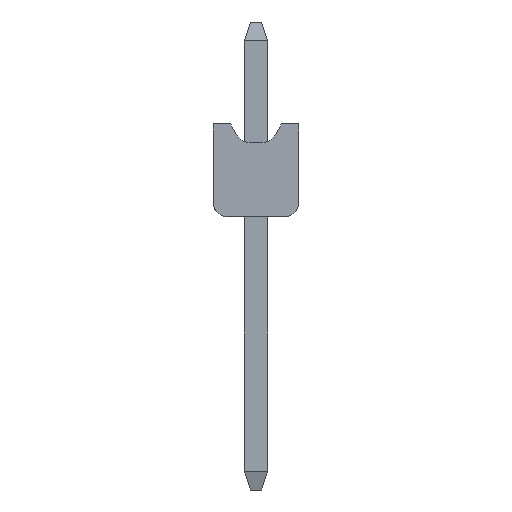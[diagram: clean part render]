
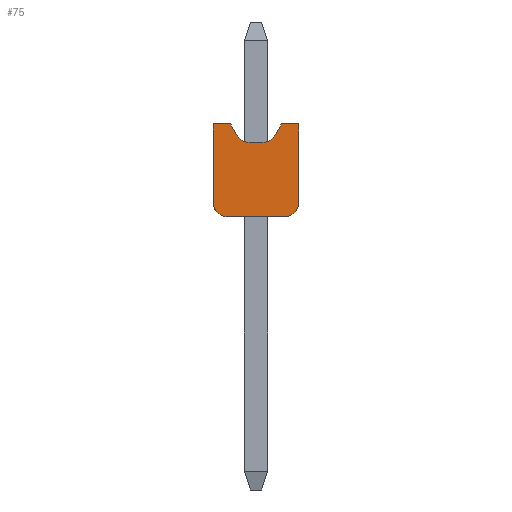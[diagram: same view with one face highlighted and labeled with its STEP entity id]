
A CAD part, left-side view. The second image highlights one B-rep face of the part: STEP entity #75.
In plain terms, the highlighted planar face has unit normal (-1, 0, 0).
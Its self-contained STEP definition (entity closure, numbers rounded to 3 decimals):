
#75=ADVANCED_FACE('',(#309),#310,.F.);
#309=FACE_OUTER_BOUND('',#786,.T.);
#310=PLANE('',#787);
#786=EDGE_LOOP('',(#1263,#1264,#1265,#1266,#1267,#1268,#1269,#1270,#1271,#1272,#1273,#1274));
#787=AXIS2_PLACEMENT_3D('',#1275,#1276,#1277);
#1263=ORIENTED_EDGE('',*,*,#3206,.F.);
#1264=ORIENTED_EDGE('',*,*,#3207,.T.);
#1265=ORIENTED_EDGE('',*,*,#3208,.F.);
#1266=ORIENTED_EDGE('',*,*,#3209,.F.);
#1267=ORIENTED_EDGE('',*,*,#3210,.F.);
#1268=ORIENTED_EDGE('',*,*,#3211,.T.);
#1269=ORIENTED_EDGE('',*,*,#3212,.F.);
#1270=ORIENTED_EDGE('',*,*,#3213,.T.);
#1271=ORIENTED_EDGE('',*,*,#3214,.F.);
#1272=ORIENTED_EDGE('',*,*,#3215,.F.);
#1273=ORIENTED_EDGE('',*,*,#3216,.F.);
#1274=ORIENTED_EDGE('',*,*,#3217,.T.);
#1275=CARTESIAN_POINT('',(-7.47,0.0,0.0));
#1276=DIRECTION('',(1.0,0.0,0.0));
#1277=DIRECTION('',(0.0,1.0,0.0));
#3206=EDGE_CURVE('',#3828,#3829,#3830,.T.);
#3207=EDGE_CURVE('',#3828,#3831,#3832,.T.);
#3208=EDGE_CURVE('',#3833,#3831,#3834,.T.);
#3209=EDGE_CURVE('',#3835,#3833,#3836,.T.);
#3210=EDGE_CURVE('',#3837,#3835,#3838,.T.);
#3211=EDGE_CURVE('',#3837,#3839,#3840,.T.);
#3212=EDGE_CURVE('',#3841,#3839,#3842,.T.);
#3213=EDGE_CURVE('',#3841,#3843,#3844,.T.);
#3214=EDGE_CURVE('',#3845,#3843,#3846,.T.);
#3215=EDGE_CURVE('',#3847,#3845,#3848,.T.);
#3216=EDGE_CURVE('',#3849,#3847,#3850,.T.);
#3217=EDGE_CURVE('',#3849,#3829,#3851,.T.);
#3828=VERTEX_POINT('',#4842);
#3829=VERTEX_POINT('',#4843);
#3830=LINE('',#4844,#4845);
#3831=VERTEX_POINT('',#4846);
#3832=CIRCLE('',#4847,0.381);
#3833=VERTEX_POINT('',#4848);
#3834=LINE('',#4849,#4850);
#3835=VERTEX_POINT('',#4851);
#3836=LINE('',#4852,#4853);
#3837=VERTEX_POINT('',#4854);
#3838=LINE('',#4855,#4856);
#3839=VERTEX_POINT('',#4857);
#3840=CIRCLE('',#4858,0.381);
#3841=VERTEX_POINT('',#4859);
#3842=LINE('',#4860,#4861);
#3843=VERTEX_POINT('',#4862);
#3844=CIRCLE('',#4863,0.381);
#3845=VERTEX_POINT('',#4864);
#3846=LINE('',#4865,#4866);
#3847=VERTEX_POINT('',#4867);
#3848=LINE('',#4868,#4869);
#3849=VERTEX_POINT('',#4870);
#3850=LINE('',#4871,#4872);
#3851=CIRCLE('',#4873,0.381);
#4842=CARTESIAN_POINT('',(-7.47,-0.787,-2.54));
#4843=CARTESIAN_POINT('',(-7.47,0.787,-2.54));
#4844=CARTESIAN_POINT('',(-7.47,-0.787,-2.54));
#4845=VECTOR('',#6526,1.575);
#4846=CARTESIAN_POINT('',(-7.47,-1.168,-2.159));
#4847=AXIS2_PLACEMENT_3D('',#6527,#6528,#6529);
#4848=CARTESIAN_POINT('',(-7.47,-1.168,0.0));
#4849=CARTESIAN_POINT('',(-7.47,-1.168,0.0));
#4850=VECTOR('',#6530,2.159);
#4851=CARTESIAN_POINT('',(-7.47,-0.7,0.0));
#4852=CARTESIAN_POINT('',(-7.47,-0.7,0.0));
#4853=VECTOR('',#6531,0.469);
#4854=CARTESIAN_POINT('',(-7.47,-0.516,-0.318));
#4855=CARTESIAN_POINT('',(-7.47,-0.516,-0.318));
#4856=VECTOR('',#6532,0.367);
#4857=CARTESIAN_POINT('',(-7.47,-0.186,-0.508));
#4858=AXIS2_PLACEMENT_3D('',#6533,#6534,#6535);
#4859=CARTESIAN_POINT('',(-7.47,0.186,-0.508));
#4860=CARTESIAN_POINT('',(-7.47,0.186,-0.508));
#4861=VECTOR('',#6536,0.373);
#4862=CARTESIAN_POINT('',(-7.47,0.516,-0.318));
#4863=AXIS2_PLACEMENT_3D('',#6537,#6538,#6539);
#4864=CARTESIAN_POINT('',(-7.47,0.7,0.0));
#4865=CARTESIAN_POINT('',(-7.47,0.7,0.0));
#4866=VECTOR('',#6540,0.367);
#4867=CARTESIAN_POINT('',(-7.47,1.168,0.0));
#4868=CARTESIAN_POINT('',(-7.47,1.168,0.0));
#4869=VECTOR('',#6541,0.469);
#4870=CARTESIAN_POINT('',(-7.47,1.168,-2.159));
#4871=CARTESIAN_POINT('',(-7.47,1.168,-2.159));
#4872=VECTOR('',#6542,2.159);
#4873=AXIS2_PLACEMENT_3D('',#6543,#6544,#6545);
#6526=DIRECTION('',(0.0,1.0,0.0));
#6527=CARTESIAN_POINT('',(-7.47,-0.787,-2.159));
#6528=DIRECTION('',(-1.0,0.0,0.0));
#6529=DIRECTION('',(0.0,0.0,-1.0));
#6530=DIRECTION('',(0.0,0.0,-1.0));
#6531=DIRECTION('',(0.0,-1.0,0.0));
#6532=DIRECTION('',(0.0,-0.5,0.866));
#6533=CARTESIAN_POINT('',(-7.47,-0.186,-0.127));
#6534=DIRECTION('',(1.0,0.0,0.0));
#6535=DIRECTION('',(0.0,-0.866,-0.5));
#6536=DIRECTION('',(0.0,-1.0,0.0));
#6537=CARTESIAN_POINT('',(-7.47,0.186,-0.127));
#6538=DIRECTION('',(1.0,0.0,0.0));
#6539=DIRECTION('',(0.0,0.0,-1.0));
#6540=DIRECTION('',(0.0,-0.5,-0.866));
#6541=DIRECTION('',(0.0,-1.0,0.0));
#6542=DIRECTION('',(0.0,0.0,1.0));
#6543=CARTESIAN_POINT('',(-7.47,0.787,-2.159));
#6544=DIRECTION('',(-1.0,0.0,0.0));
#6545=DIRECTION('',(0.0,1.0,0.0));
